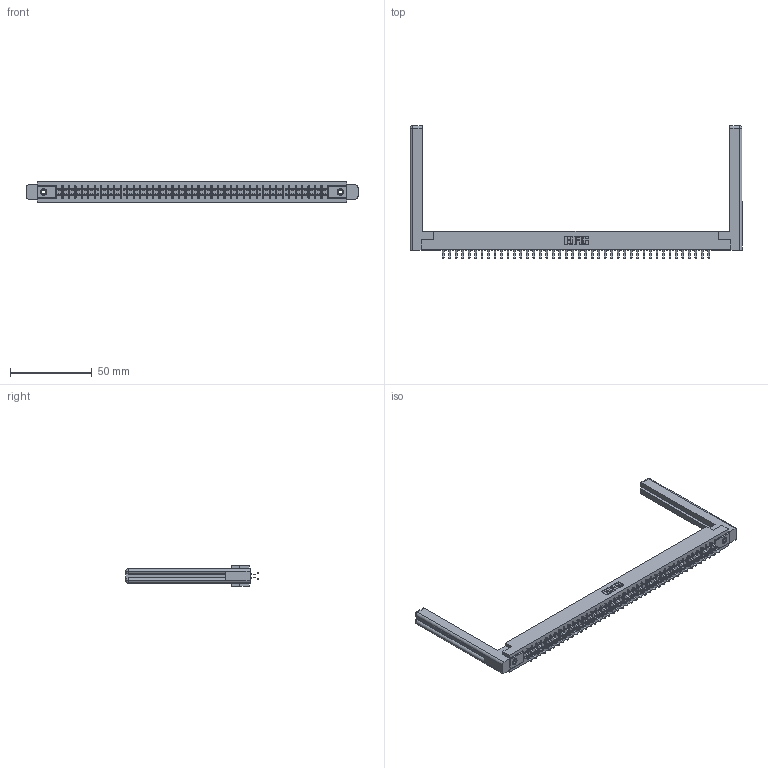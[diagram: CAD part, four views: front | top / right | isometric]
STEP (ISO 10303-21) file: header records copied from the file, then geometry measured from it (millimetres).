
FILE_DESCRIPTION (( 'STEP AP203' ), '1' );
FILE_NAME ('355-084-556-558.STEP', '2019-09-13T16:21:19', ( '' ), ( '' ), 'SwSTEP 2.0', 'SolidWorks 2016', '' );
FILE_SCHEMA (( 'CONFIG_CONTROL_DESIGN' ));
Length unit declared in the file: inch
Products named in the file (5): 305 Part_.156 Dia; 345-250-001_345-250-001-102; 305-290-001_556; 307-220-058; 355-084-556-558
Assembly tree (89 placements, depth 2):
  355-084-556-558
    305 Part_.156 Dia
    305-290-001_556  x84
    345-250-001_345-250-001-102  x2
    307-220-058  x2
Bounding box: 203.05 x 81.28 x 12.7 mm (x, y, z)
Volume: 27746.7 mm3; surface area: 32009.2 mm2
Topology: 89 solids, 89 shells, 4962 faces, 14236 edges, 9252 vertices
Faces by surface type: plane 2756, cylinder 2014, sphere 168, cone 12, torus 12
Entity records: 48330 total; most frequent: CARTESIAN_POINT 8015, ORIENTED_EDGE 7898, DIRECTION 7719, EDGE_CURVE 3949, LINE 3179, VECTOR 3179, VERTEX_POINT 2512, AXIS2_PLACEMENT_3D 2270
